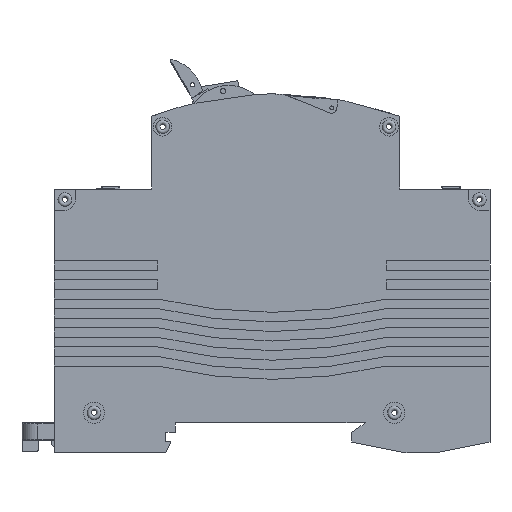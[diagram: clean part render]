
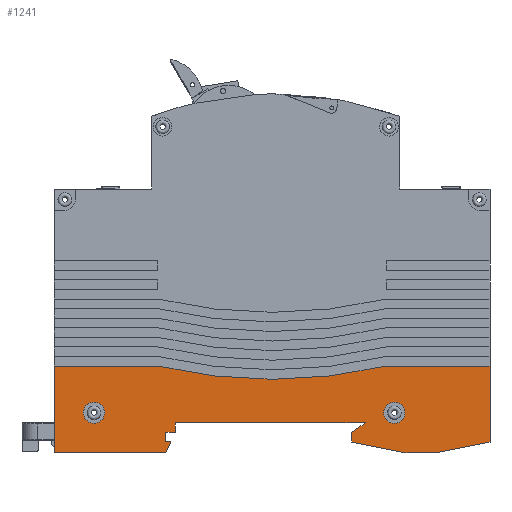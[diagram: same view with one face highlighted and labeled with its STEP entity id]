
A CAD part, front view. The second image highlights one B-rep face of the part: STEP entity #1241.
In plain terms, the highlighted planar face has unit normal (0, -1, 0).
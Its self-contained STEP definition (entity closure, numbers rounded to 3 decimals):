
#1241=ADVANCED_FACE('',(#2629,#2631,#2633),#2635,.F.);
#2629=FACE_BOUND('',#2630,.T.);
#2630=EDGE_LOOP('',(#12330,#12331,#12332,#12333,#12334,#12335,#12336,#12337,#12338,
#12339,#12340,#12341,#12342,#12343,#12344,#12345,#12346));
#2631=FACE_BOUND('',#2632,.T.);
#2632=EDGE_LOOP('',(#12347));
#2633=FACE_BOUND('',#2634,.T.);
#2634=EDGE_LOOP('',(#12348));
#2635=PLANE('',#2636);
#2636=AXIS2_PLACEMENT_3D('',#2637,#2638,#2639);
#2637=CARTESIAN_POINT('',(0.,0.,0.));
#2638=DIRECTION('',(0.,1.,0.));
#2639=DIRECTION('',(-1.,0.,0.));
#12330=ORIENTED_EDGE('',*,*,#18709,.T.);
#12331=ORIENTED_EDGE('',*,*,#18710,.T.);
#12332=ORIENTED_EDGE('',*,*,#18651,.F.);
#12333=ORIENTED_EDGE('',*,*,#18685,.F.);
#12334=ORIENTED_EDGE('',*,*,#18676,.F.);
#12335=ORIENTED_EDGE('',*,*,#18672,.F.);
#12336=ORIENTED_EDGE('',*,*,#18711,.F.);
#12337=ORIENTED_EDGE('',*,*,#18712,.F.);
#12338=ORIENTED_EDGE('',*,*,#18713,.F.);
#12339=ORIENTED_EDGE('',*,*,#18714,.T.);
#12340=ORIENTED_EDGE('',*,*,#18715,.T.);
#12341=ORIENTED_EDGE('',*,*,#18716,.T.);
#12342=ORIENTED_EDGE('',*,*,#18717,.F.);
#12343=ORIENTED_EDGE('',*,*,#18718,.F.);
#12344=ORIENTED_EDGE('',*,*,#18719,.T.);
#12345=ORIENTED_EDGE('',*,*,#18720,.T.);
#12346=ORIENTED_EDGE('',*,*,#18721,.T.);
#12347=ORIENTED_EDGE('',*,*,#18722,.T.);
#12348=ORIENTED_EDGE('',*,*,#18723,.T.);
#18651=EDGE_CURVE('',#21574,#21576,#21577,.T.);
#18672=EDGE_CURVE('',#21616,#21618,#21619,.T.);
#18676=EDGE_CURVE('',#21618,#21625,#21626,.T.);
#18685=EDGE_CURVE('',#21625,#21574,#21639,.T.);
#18709=EDGE_CURVE('',#21677,#21678,#21679,.T.);
#18710=EDGE_CURVE('',#21678,#21576,#21680,.T.);
#18711=EDGE_CURVE('',#21681,#21616,#21682,.T.);
#18712=EDGE_CURVE('',#21683,#21681,#21684,.T.);
#18713=EDGE_CURVE('',#21685,#21683,#21686,.T.);
#18714=EDGE_CURVE('',#21685,#21687,#21688,.T.);
#18715=EDGE_CURVE('',#21687,#21689,#21690,.F.);
#18716=EDGE_CURVE('',#21689,#21691,#21692,.T.);
#18717=EDGE_CURVE('',#21693,#21691,#21694,.T.);
#18718=EDGE_CURVE('',#21695,#21693,#21696,.T.);
#18719=EDGE_CURVE('',#21695,#21697,#21698,.T.);
#18720=EDGE_CURVE('',#21697,#21699,#21700,.T.);
#18721=EDGE_CURVE('',#21699,#21677,#21701,.T.);
#18722=EDGE_CURVE('',#21702,#21702,#21703,.F.);
#18723=EDGE_CURVE('',#21704,#21704,#21705,.F.);
#21574=VERTEX_POINT('',#26385);
#21576=VERTEX_POINT('',#26389);
#21577=LINE('',#26390,#26391);
#21616=VERTEX_POINT('',#26469);
#21618=VERTEX_POINT('',#26473);
#21619=LINE('',#26474,#26475);
#21625=VERTEX_POINT('',#26488);
#21626=LINE('',#26489,#26490);
#21639=LINE('',#26520,#26521);
#21677=VERTEX_POINT('',#26609);
#21678=VERTEX_POINT('',#26610);
#21679=LINE('',#26611,#26612);
#21680=LINE('',#26614,#26615);
#21681=VERTEX_POINT('',#26617);
#21682=LINE('',#26618,#26619);
#21683=VERTEX_POINT('',#26621);
#21684=LINE('',#26622,#26623);
#21685=VERTEX_POINT('',#26625);
#21686=LINE('',#26626,#26627);
#21687=VERTEX_POINT('',#26629);
#21688=LINE('',#26630,#26631);
#21689=VERTEX_POINT('',#26633);
#21690=CIRCLE('',#26634,93.7);
#21691=VERTEX_POINT('',#26638);
#21692=LINE('',#26639,#26640);
#21693=VERTEX_POINT('',#26642);
#21694=LINE('',#26643,#26644);
#21695=VERTEX_POINT('',#26646);
#21696=LINE('',#26647,#26648);
#21697=VERTEX_POINT('',#26650);
#21698=LINE('',#26651,#26652);
#21699=VERTEX_POINT('',#26654);
#21700=LINE('',#26655,#26656);
#21701=LINE('',#26658,#26659);
#21702=VERTEX_POINT('',#26661);
#21703=CIRCLE('',#26662,2.);
#21704=VERTEX_POINT('',#26666);
#21705=CIRCLE('',#26667,2.);
#26385=CARTESIAN_POINT('',(-170.5,0.,-43.4));
#26389=CARTESIAN_POINT('',(-206.22,0.,-43.4));
#26390=CARTESIAN_POINT('',(-170.5,0.,-43.4));
#26391=VECTOR('',#26392,1.);
#26392=DIRECTION('',(-1.,0.,0.));
#26469=CARTESIAN_POINT('',(-163.,0.,-49.));
#26473=CARTESIAN_POINT('',(-173.,0.,-47.));
#26474=CARTESIAN_POINT('',(-163.,0.,-49.));
#26475=VECTOR('',#26476,1.);
#26476=DIRECTION('',(-0.981,0.,0.196));
#26488=CARTESIAN_POINT('',(-173.,0.,-45.24));
#26489=CARTESIAN_POINT('',(-173.,0.,-47.));
#26490=VECTOR('',#26491,1.);
#26491=DIRECTION('',(0.,0.,1.));
#26520=CARTESIAN_POINT('',(-173.,0.,-45.24));
#26521=VECTOR('',#26522,1.);
#26522=DIRECTION('',(0.805,0.,0.593));
#26609=CARTESIAN_POINT('',(-207.97,0.,-45.15));
#26610=CARTESIAN_POINT('',(-206.22,0.,-45.15));
#26611=CARTESIAN_POINT('',(-207.97,0.,-45.15));
#26612=VECTOR('',#26613,1.);
#26613=DIRECTION('',(1.,0.,0.));
#26614=CARTESIAN_POINT('',(-206.22,0.,-45.15));
#26615=VECTOR('',#26616,1.);
#26616=DIRECTION('',(0.,0.,1.));
#26617=CARTESIAN_POINT('',(-157.,0.,-49.));
#26618=CARTESIAN_POINT('',(-157.,0.,-49.));
#26619=VECTOR('',#26620,1.);
#26620=DIRECTION('',(-1.,0.,0.));
#26621=CARTESIAN_POINT('',(-147.,0.,-47.));
#26622=CARTESIAN_POINT('',(-147.,0.,-47.));
#26623=VECTOR('',#26624,1.);
#26624=DIRECTION('',(-0.981,0.,-0.196));
#26625=CARTESIAN_POINT('',(-147.,0.,-32.7));
#26626=CARTESIAN_POINT('',(-147.,0.,-32.7));
#26627=VECTOR('',#26628,1.);
#26628=DIRECTION('',(0.,0.,-1.));
#26629=CARTESIAN_POINT('',(-166.5,0.,-32.7));
#26630=CARTESIAN_POINT('',(-147.,0.,-32.7));
#26631=VECTOR('',#26632,1.);
#26632=DIRECTION('',(-1.,0.,0.));
#26633=CARTESIAN_POINT('',(-209.5,0.,-32.7));
#26634=AXIS2_PLACEMENT_3D('',#26635,#26636,#26637);
#26635=CARTESIAN_POINT('',(-188.,0.,58.5));
#26636=DIRECTION('',(0.,-1.,0.));
#26637=DIRECTION('',(-0.229,0.,-0.973));
#26638=CARTESIAN_POINT('',(-229.,0.,-32.7));
#26639=CARTESIAN_POINT('',(-209.5,0.,-32.7));
#26640=VECTOR('',#26641,1.);
#26641=DIRECTION('',(-1.,0.,0.));
#26642=CARTESIAN_POINT('',(-229.,0.,-49.));
#26643=CARTESIAN_POINT('',(-229.,0.,-49.));
#26644=VECTOR('',#26645,1.);
#26645=DIRECTION('',(0.,0.,1.));
#26646=CARTESIAN_POINT('',(-207.97,0.,-49.));
#26647=CARTESIAN_POINT('',(-207.97,0.,-49.));
#26648=VECTOR('',#26649,1.);
#26649=DIRECTION('',(-1.,0.,0.));
#26650=CARTESIAN_POINT('',(-207.015,0.,-46.9));
#26651=CARTESIAN_POINT('',(-207.97,0.,-49.));
#26652=VECTOR('',#26653,1.);
#26653=DIRECTION('',(0.414,0.,0.91));
#26654=CARTESIAN_POINT('',(-207.97,0.,-46.9));
#26655=CARTESIAN_POINT('',(-207.015,0.,-46.9));
#26656=VECTOR('',#26657,1.);
#26657=DIRECTION('',(-1.,0.,0.));
#26658=CARTESIAN_POINT('',(-207.97,0.,-46.9));
#26659=VECTOR('',#26660,1.);
#26660=DIRECTION('',(0.,0.,1.));
#26661=CARTESIAN_POINT('',(-219.499,0.,-41.5));
#26662=AXIS2_PLACEMENT_3D('',#26663,#26664,#26665);
#26663=CARTESIAN_POINT('',(-221.499,0.,-41.5));
#26664=DIRECTION('',(0.,-1.,0.));
#26665=DIRECTION('',(1.,0.,0.));
#26666=CARTESIAN_POINT('',(-163.,0.,-41.5));
#26667=AXIS2_PLACEMENT_3D('',#26668,#26669,#26670);
#26668=CARTESIAN_POINT('',(-165.,0.,-41.5));
#26669=DIRECTION('',(0.,-1.,0.));
#26670=DIRECTION('',(1.,0.,0.));
